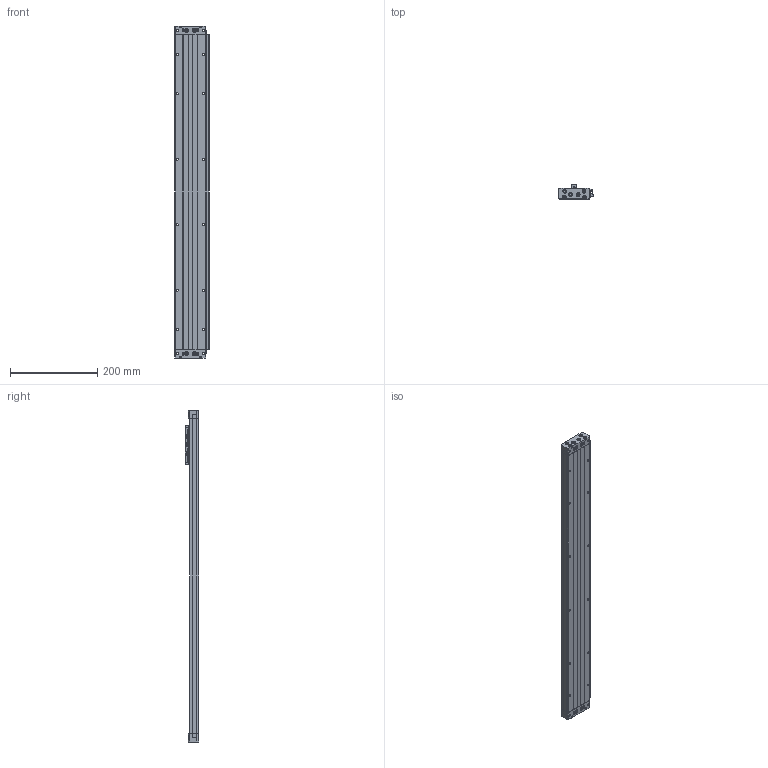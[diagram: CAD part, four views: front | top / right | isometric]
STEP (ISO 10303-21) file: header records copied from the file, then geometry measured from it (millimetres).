
FILE_DESCRIPTION(/* description */ ('STEP AP214'),/* implementation_level */ '2;1');
FILE_NAME(/* name */ '5074928_DLGF-G-20-600-PPSA',/* time_stamp */ '2024-08-19T14:29:25+02:00',/* author */ ('License CC BY-ND 4.0'),/* organization */ ('CADENAS'),/* preprocessor_version */ 'ST-DEVELOPER v19.3',/* originating_system */ 'PARTsolutions',/* authorisation */ ' ');
FILE_SCHEMA (('AUTOMOTIVE_DESIGN {1 0 10303 214 3 1 1}'));
Length unit declared in the file: millimetre
Products named in the file (5): 5074928 DLGF-G-20-600-PPSA---(0); 8063799 DLGF-20-G-600---(G); 4002773 DLGF-20; 8070146 DLGF-20/25; DIN-913 - M5x5
Assembly tree (12 placements, depth 2):
  5074928 DLGF-G-20-600-PPSA---(0)
    8063799 DLGF-20-G-600---(G)
    4002773 DLGF-20
    8070146 DLGF-20/25  x4
    DIN-913 - M5x5  x6
Bounding box: 79.5 x 31.5 x 760 mm (x, y, z)
Volume: 1087165.2 mm3; surface area: 221332.8 mm2
Topology: 12 solids, 12 shells, 824 faces, 1933 edges, 1219 vertices
Faces by surface type: plane 394, cylinder 266, cone 104, torus 60
Full cylindrical faces by diameter (mm): 2.459 x1, 3.242 x5, 4.134 x8, 4.2 x2, 4.5 x4, 4.7 x16, 5 x6, 7 x8, 8 x20, 9 x8, 11 x8
Entity records: 20554 total; most frequent: DIRECTION 3634, CARTESIAN_POINT 3569, ORIENTED_EDGE 3134, EDGE_CURVE 1567, AXIS2_PLACEMENT_3D 1363, VERTEX_POINT 1120, FACE_BOUND 1041, EDGE_LOOP 1040
